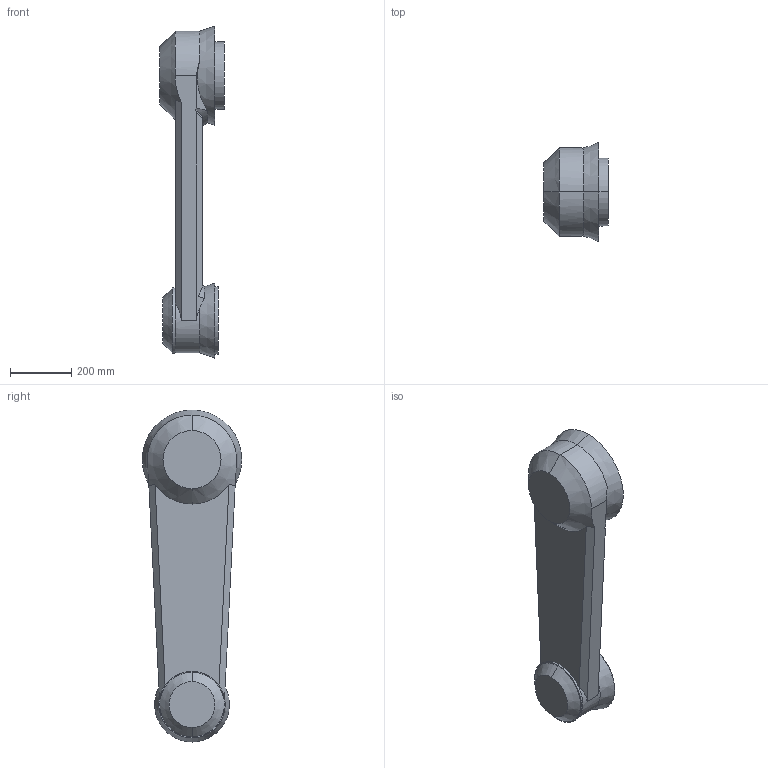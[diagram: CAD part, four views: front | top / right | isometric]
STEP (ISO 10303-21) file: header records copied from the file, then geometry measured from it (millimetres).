
FILE_DESCRIPTION (( 'STEP AP203' ), '1' );
FILE_NAME ('Brazo_Predeterminado_sldprt.STEP', '2017-12-03T21:13:26', ( '' ), ( '' ), 'SwSTEP 2.0', 'SolidWorks 2017', '' );
FILE_SCHEMA (( 'CONFIG_CONTROL_DESIGN' ));
Length unit declared in the file: millimetre
Products named in the file (1): Brazo_Predeterminado_sldprt
Bounding box: 210 x 324.48 x 1084.48 mm (x, y, z)
Volume: 31606691.4 mm3; surface area: 844806.6 mm2
Topology: 1 solids, 1 shells, 41 faces, 101 edges, 65 vertices
Faces by surface type: plane 18, cone 14, cylinder 8, bspline 1
Entity records: 1436 total; most frequent: CARTESIAN_POINT 421, ORIENTED_EDGE 202, DIRECTION 197, EDGE_CURVE 101, AXIS2_PLACEMENT_3D 83, VERTEX_POINT 65, EDGE_LOOP 44, CIRCLE 42
